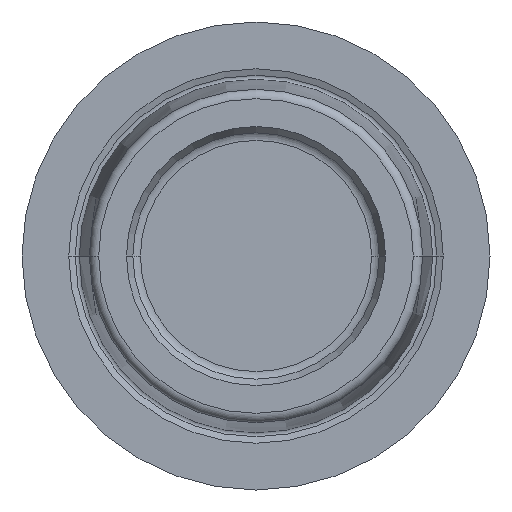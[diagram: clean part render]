
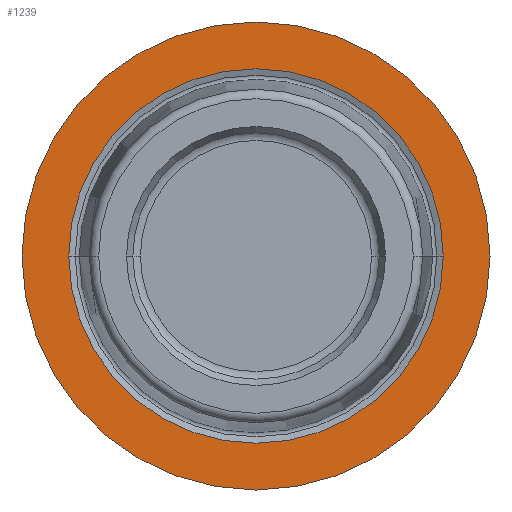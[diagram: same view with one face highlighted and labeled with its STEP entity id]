
A CAD part, left-side view. The second image highlights one B-rep face of the part: STEP entity #1239.
In plain terms, the highlighted planar face has unit normal (-1, 0, 0).
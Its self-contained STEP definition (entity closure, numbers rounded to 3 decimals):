
#294=CARTESIAN_POINT('',(0.,0.,0.));
#295=DIRECTION('',(1.,0.,0.));
#296=DIRECTION('',(0.,1.,0.));
#297=AXIS2_PLACEMENT_3D('',#294,#295,#296);
#299=CARTESIAN_POINT('',(0.,0.,0.));
#300=DIRECTION('',(-1.,0.,0.));
#301=DIRECTION('',(0.,1.,0.));
#302=AXIS2_PLACEMENT_3D('',#299,#300,#301);
#304=CARTESIAN_POINT('',(0.,0.,0.));
#305=DIRECTION('',(-1.,0.,0.));
#306=DIRECTION('',(0.,-1.,0.));
#307=AXIS2_PLACEMENT_3D('',#304,#305,#306);
#309=CARTESIAN_POINT('',(0.,0.,0.));
#310=DIRECTION('',(-1.,0.,0.));
#311=DIRECTION('',(0.,1.,0.));
#312=AXIS2_PLACEMENT_3D('',#309,#310,#311);
#652=CARTESIAN_POINT('',(0.,-16.004,0.));
#653=VERTEX_POINT('',#652);
#654=CARTESIAN_POINT('',(0.,16.004,0.));
#655=VERTEX_POINT('',#654);
#704=CARTESIAN_POINT('',(0.,20.,0.));
#705=CARTESIAN_POINT('',(0.,-20.,0.));
#706=VERTEX_POINT('',#704);
#707=VERTEX_POINT('',#705);
#1224=CARTESIAN_POINT('',(0.,0.,0.));
#1225=DIRECTION('',(1.,0.,0.));
#1226=DIRECTION('',(0.,-1.,0.));
#1227=AXIS2_PLACEMENT_3D('',#1224,#1225,#1226);
#1228=PLANE('',#1227);
#1230=ORIENTED_EDGE('',*,*,#1229,.T.);
#1232=ORIENTED_EDGE('',*,*,#1231,.F.);
#1233=EDGE_LOOP('',(#1230,#1232));
#1234=FACE_OUTER_BOUND('',#1233,.F.);
#1235=ORIENTED_EDGE('',*,*,#1206,.T.);
#1236=ORIENTED_EDGE('',*,*,#1217,.T.);
#1237=EDGE_LOOP('',(#1235,#1236));
#1238=FACE_BOUND('',#1237,.F.);
#1239=ADVANCED_FACE('',(#1234,#1238),#1228,.F.);
#298=CIRCLE('',#297,20.);
#303=CIRCLE('',#302,20.);
#308=CIRCLE('',#307,16.004);
#313=CIRCLE('',#312,16.004);
#1206=EDGE_CURVE('',#653,#655,#308,.T.);
#1217=EDGE_CURVE('',#655,#653,#313,.T.);
#1229=EDGE_CURVE('',#706,#707,#298,.T.);
#1231=EDGE_CURVE('',#706,#707,#303,.T.);
